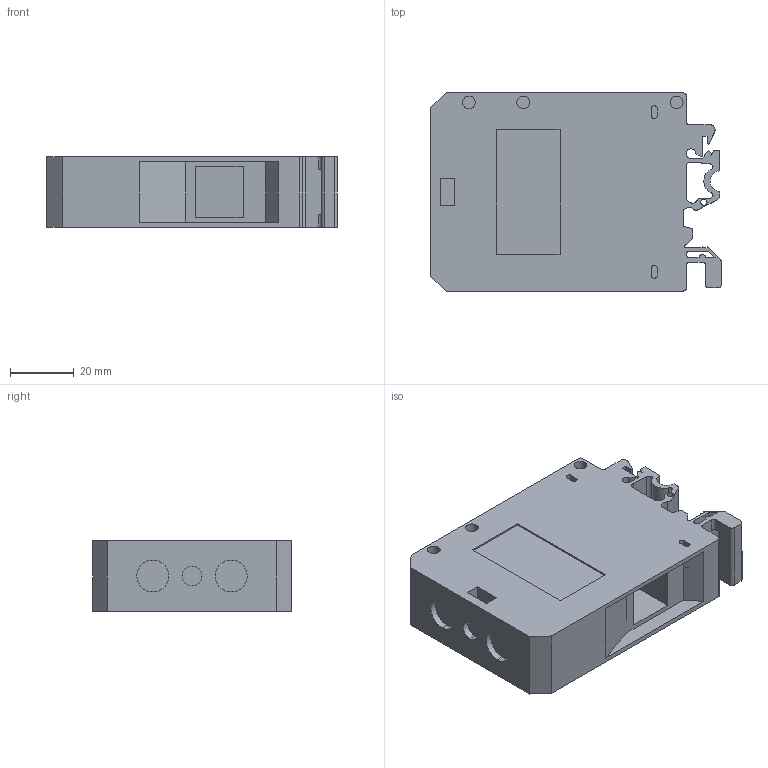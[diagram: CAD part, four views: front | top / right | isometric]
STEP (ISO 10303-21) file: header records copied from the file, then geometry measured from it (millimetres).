
FILE_DESCRIPTION (( 'STEP AP203' ), '1' );
FILE_NAME ('YZN10-070-K03 Çàæèì íàáîðíûé ÇÍÈ-70ìì2 (JXB250À) ñåðûé ÈÝÊ.STEP', '2016-08-24T09:29:25', ( '' ), ( '' ), 'SwSTEP 2.0', 'SolidWorks 2014', '' );
FILE_SCHEMA (( 'CONFIG_CONTROL_DESIGN' ));
Length unit declared in the file: millimetre
Products named in the file (1): YZN10-070-K03 Çàæèì íàáîðíûé ÇÍÈ-70ìì2 (JXB250À) ñåðûé     ÈÝÊ
Bounding box: 91 x 62 x 22 mm (x, y, z)
Volume: 92070.5 mm3; surface area: 25541 mm2
Topology: 1 solids, 1 shells, 278 faces, 726 edges, 484 vertices
Faces by surface type: plane 196, cylinder 59, bspline 23
Entity records: 10051 total; most frequent: CARTESIAN_POINT 3144, ORIENTED_EDGE 1452, DIRECTION 1310, EDGE_CURVE 726, VECTOR 562, LINE 562, VERTEX_POINT 484, AXIS2_PLACEMENT_3D 374
